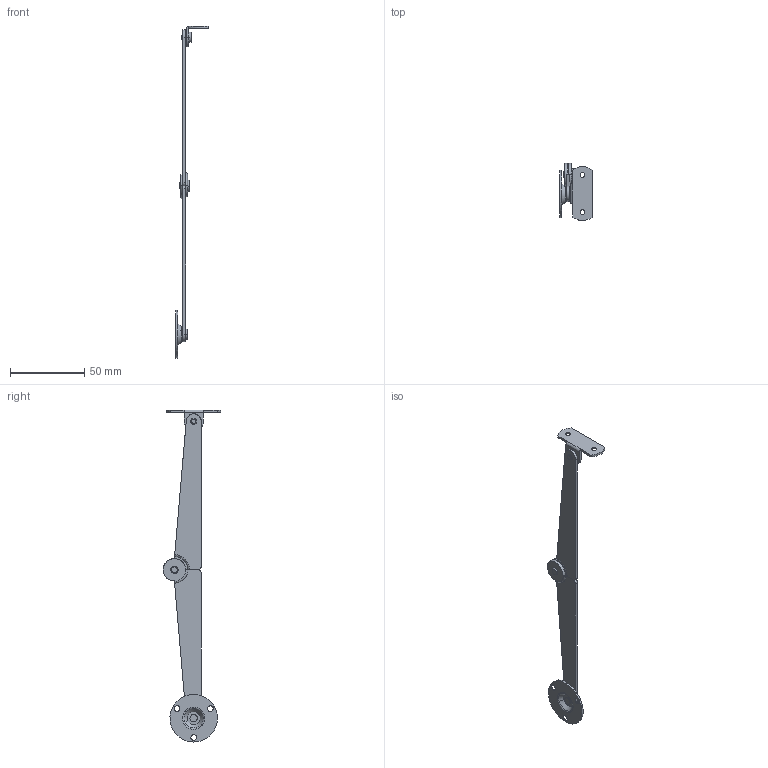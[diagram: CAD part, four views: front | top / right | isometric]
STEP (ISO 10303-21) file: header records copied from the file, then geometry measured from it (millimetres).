
FILE_DESCRIPTION((''),'2;1');
FILE_NAME('','2013-02-25T11:46:10',(''),(''),'','CADfix','');
FILE_SCHEMA(('AUTOMOTIVE_DESIGN { 1 0 10303 214 1 1 1 1 }'));
Length unit declared in the file: millimetre
Bounding box: 21.8 x 38.72 x 223.6 mm (x, y, z)
Volume: 8573.8 mm3; surface area: 11093.7 mm2
Topology: 5 solids, 5 shells, 117 faces, 383 edges, 288 vertices
Faces by surface type: bspline 117
Entity records: 4838 total; most frequent: CARTESIAN_POINT 2740, ORIENTED_EDGE 766, EDGE_CURVE 383, VERTEX_POINT 288, EDGE_LOOP 147, QUASI_UNIFORM_CURVE 117, FACE_OUTER_BOUND 117, ADVANCED_FACE 117
